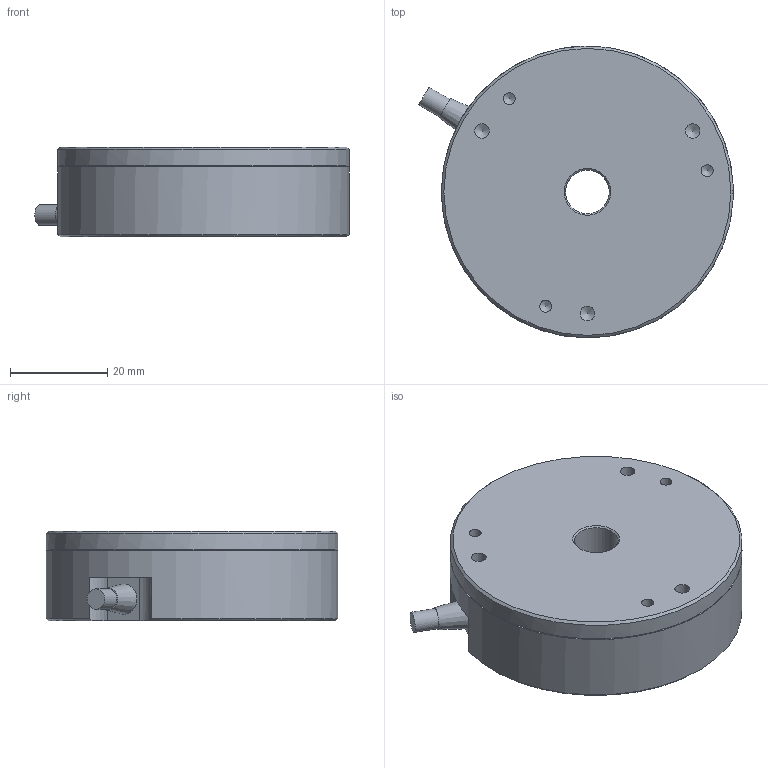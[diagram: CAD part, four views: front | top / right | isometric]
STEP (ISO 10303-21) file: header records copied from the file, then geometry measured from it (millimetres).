
FILE_DESCRIPTION((''),'2;1');
FILE_NAME('RFT60.stp','2016-09-23T14:46:37',('Jin'),(''),'Autodesk Inventor 2011','Autodesk Inventor 2011','');
FILE_SCHEMA(('AUTOMOTIVE_DESIGN { 1 0 10303 214 1 1 1 1 }'));
Length unit declared in the file: millimetre
Products named in the file (1): RFT60
Bounding box: 64.68 x 59.99 x 18.5 mm (x, y, z)
Volume: 50771.9 mm3; surface area: 10145.5 mm2
Topology: 1 solids, 1 shells, 67 faces, 166 edges, 104 vertices
Faces by surface type: plane 29, cylinder 21, cone 17
Full cylindrical faces by diameter (mm): 2.459 x6, 2.5 x3, 3 x3, 4.2 x1, 9 x1, 59 x1, 60 x2
Entity records: 1692 total; most frequent: DIRECTION 308, CARTESIAN_POINT 282, ORIENTED_EDGE 234, AXIS2_PLACEMENT_3D 128, EDGE_CURVE 117, EDGE_LOOP 103, VERTEX_POINT 88, FACE_OUTER_BOUND 66
